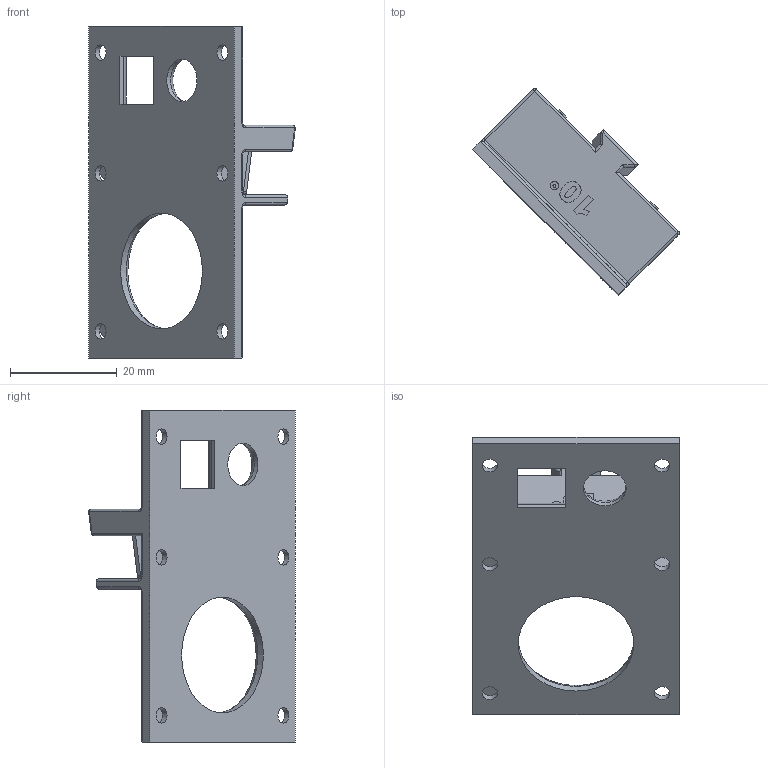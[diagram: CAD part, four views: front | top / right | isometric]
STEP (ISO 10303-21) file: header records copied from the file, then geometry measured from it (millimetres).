
FILE_DESCRIPTION(/* description */ (''),/* implementation_level */ '2;1');
FILE_NAME(/* name */ 'ESPHome Multi-Sensor-Enclosure-Back-Mount-10.step',/* time_stamp */ '2025-04-11T14:16:03-05:00',/* author */ (''),/* organization */ (''),/* preprocessor_version */ 'ST-DEVELOPER v20.1',/* originating_system */ 'Autodesk Translation Framework v14.4.0.0',/* authorisation */ '');
FILE_SCHEMA (('AUTOMOTIVE_DESIGN { 1 0 10303 214 3 1 1 }'));
Length unit declared in the file: millimetre
Products named in the file (1): ESPHome Multi-Sensor-Enclosure
Bounding box: 38.72 x 38.72 x 62.2 mm (x, y, z)
Volume: 9416.8 mm3; surface area: 6760.6 mm2
Topology: 1 solids, 1 shells, 185 faces, 494 edges, 309 vertices
Faces by surface type: cylinder 64, plane 52, bspline 47, torus 9, sphere 7, cone 6
Full cylindrical faces by diameter (mm): 2.9 x6, 8 x1, 21.656 x1
Entity records: 6357 total; most frequent: CARTESIAN_POINT 1894, ORIENTED_EDGE 988, DIRECTION 832, EDGE_CURVE 494, VERTEX_POINT 309, AXIS2_PLACEMENT_3D 291, LINE 250, VECTOR 250
